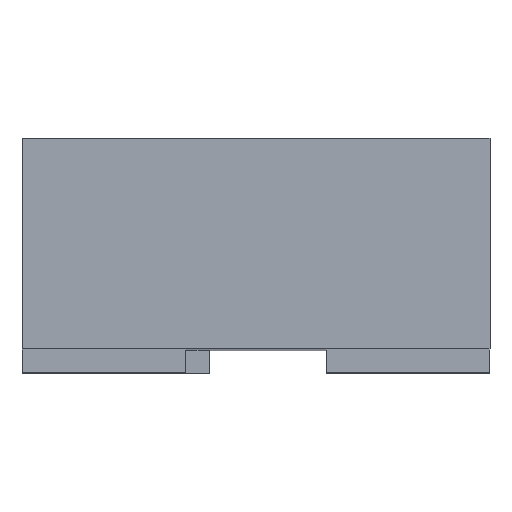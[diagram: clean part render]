
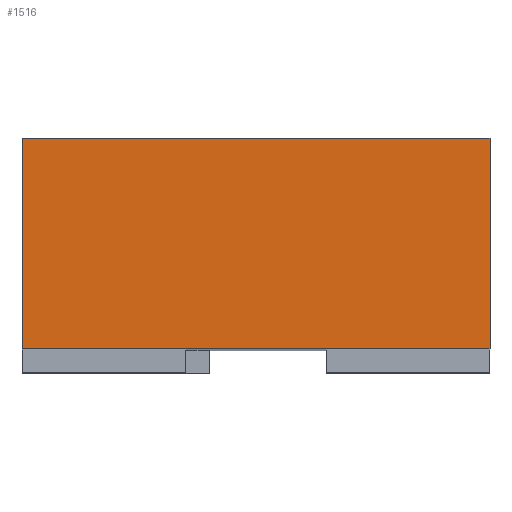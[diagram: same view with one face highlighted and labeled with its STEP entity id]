
A CAD part, top view. The second image highlights one B-rep face of the part: STEP entity #1516.
In plain terms, the highlighted planar face has unit normal (0, 0, 1).
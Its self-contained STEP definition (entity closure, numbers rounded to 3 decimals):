
#38 = DIRECTION ( 'NONE',  ( 1., 0., 0. ) ) ;
#172 = LINE ( 'NONE', #2191, #1569 ) ;
#176 = EDGE_CURVE ( 'NONE', #3244, #675, #2415, .T. ) ;
#299 = EDGE_CURVE ( 'NONE', #3244, #2186, #446, .T. ) ;
#305 = CARTESIAN_POINT ( 'NONE',  ( 0.5, 0.5, 1.25 ) ) ;
#446 = LINE ( 'NONE', #1938, #2904 ) ;
#487 = CARTESIAN_POINT ( 'NONE',  ( -0.5, 0.05, 1.25 ) ) ;
#561 = CARTESIAN_POINT ( 'NONE',  ( 0.5, 0.05, 1.25 ) ) ;
#675 = VERTEX_POINT ( 'NONE', #487 ) ;
#676 = AXIS2_PLACEMENT_3D ( 'NONE', #2933, #2684, #2663 ) ;
#729 = ORIENTED_EDGE ( 'NONE', *, *, #299, .F. ) ;
#758 = CARTESIAN_POINT ( 'NONE',  ( -0.5, 0.5, 1.25 ) ) ;
#785 = FACE_OUTER_BOUND ( 'NONE', #2430, .T. ) ;
#797 = PLANE ( 'NONE',  #676 ) ;
#869 = VECTOR ( 'NONE', #2835, 1000. ) ;
#1015 = ORIENTED_EDGE ( 'NONE', *, *, #2475, .T. ) ;
#1048 = ORIENTED_EDGE ( 'NONE', *, *, #1565, .F. ) ;
#1516 = ADVANCED_FACE ( 'NONE', ( #785 ), #797, .F. ) ;
#1565 = EDGE_CURVE ( 'NONE', #2186, #2321, #172, .T. ) ;
#1569 = VECTOR ( 'NONE', #1631, 1000. ) ;
#1631 = DIRECTION ( 'NONE',  ( 0., -1., 0. ) ) ;
#1938 = CARTESIAN_POINT ( 'NONE',  ( 0.5, 0.5, 1.25 ) ) ;
#1994 = ORIENTED_EDGE ( 'NONE', *, *, #176, .T. ) ;
#2055 = CARTESIAN_POINT ( 'NONE',  ( 0.5, 0.05, 1.25 ) ) ;
#2072 = DIRECTION ( 'NONE',  ( 0., -1., 0. ) ) ;
#2186 = VERTEX_POINT ( 'NONE', #305 ) ;
#2191 = CARTESIAN_POINT ( 'NONE',  ( 0.5, 3.693, 1.25 ) ) ;
#2321 = VERTEX_POINT ( 'NONE', #561 ) ;
#2415 = LINE ( 'NONE', #2589, #3035 ) ;
#2430 = EDGE_LOOP ( 'NONE', ( #729, #1994, #1015, #1048 ) ) ;
#2475 = EDGE_CURVE ( 'NONE', #675, #2321, #2984, .T. ) ;
#2589 = CARTESIAN_POINT ( 'NONE',  ( -0.5, 3.693, 1.25 ) ) ;
#2663 = DIRECTION ( 'NONE',  ( -1., 0., 0. ) ) ;
#2684 = DIRECTION ( 'NONE',  ( 0., 0., -1. ) ) ;
#2835 = DIRECTION ( 'NONE',  ( 1., 0., 0. ) ) ;
#2904 = VECTOR ( 'NONE', #38, 1000. ) ;
#2933 = CARTESIAN_POINT ( 'NONE',  ( 0.5, 3.693, 1.25 ) ) ;
#2984 = LINE ( 'NONE', #2055, #869 ) ;
#3035 = VECTOR ( 'NONE', #2072, 1000. ) ;
#3244 = VERTEX_POINT ( 'NONE', #758 ) ;
